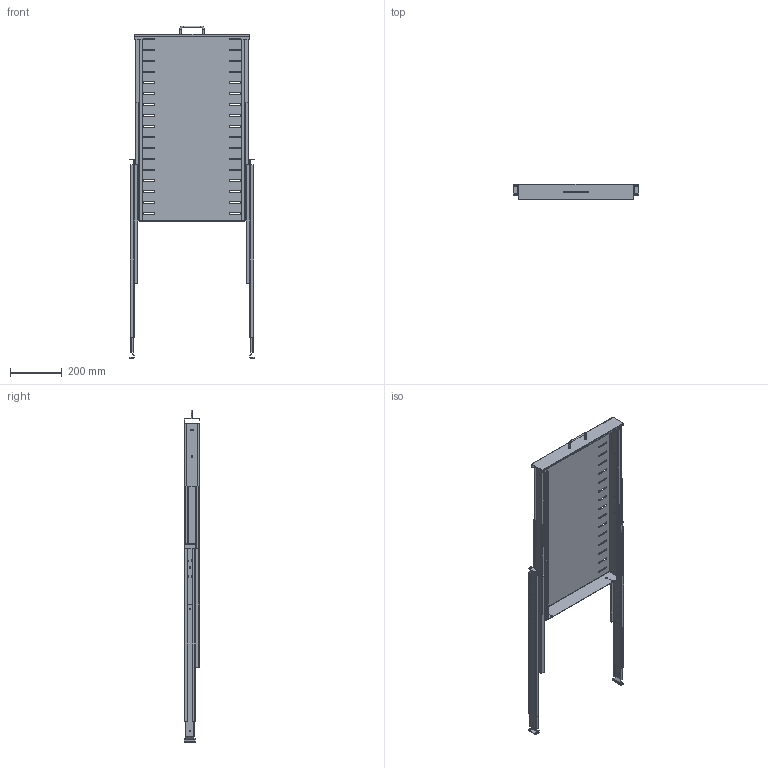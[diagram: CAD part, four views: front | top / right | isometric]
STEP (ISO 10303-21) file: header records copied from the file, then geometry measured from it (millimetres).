
FILE_DESCRIPTION (( 'STEP AP214' ), '1' );
FILE_NAME ('Tripp Lite SRSHELF4PSLHD open.STEP', '2017-08-31T21:24:39', ( '' ), ( '' ), 'SwSTEP 2.0', 'SolidWorks 2015', '' );
FILE_SCHEMA (( 'AUTOMOTIVE_DESIGN' ));
Length unit declared in the file: millimetre
Products named in the file (11): 102725_A_for 3701; 5301-XX_5301-18 FULL OPEN; 300965 #8-32 X 1-4 PHMS_DEFAULT; 5301-XX slide bar_5301-18; 5301-XX fixed bar_5301-18; Tripp Lite SRSHELF4PSLHD open; TRAY 06052008_SRSHELF4PSLHD; 102726_B_NEW; TRAY AND SILLS 06052008_SRSHELF4PSLHD ; 5301-XX middle bar_5301-18; 390642
Assembly tree (14 placements, depth 3):
  Tripp Lite SRSHELF4PSLHD open
    TRAY AND SILLS 06052008_SRSHELF4PSLHD 
      TRAY 06052008_SRSHELF4PSLHD
    102725_A_for 3701  x2
    102726_B_NEW  x2
    390642
    5301-XX_5301-18 FULL OPEN  x2
      5301-XX fixed bar_5301-18
      5301-XX slide bar_5301-18
      5301-XX middle bar_5301-18
    300965 #8-32 X 1-4 PHMS_DEFAULT  x2
Bounding box: 482 x 60 x 1279.6 mm (x, y, z)
Volume: 1202432.4 mm3; surface area: 1650737.9 mm2
Topology: 14 solids, 14 shells, 996 faces, 2456 edges, 1520 vertices
Faces by surface type: plane 534, cylinder 440, cone 14, torus 8
Entity records: 20929 total; most frequent: DIRECTION 3669, CARTESIAN_POINT 3450, ORIENTED_EDGE 3340, EDGE_CURVE 1670, AXIS2_PLACEMENT_3D 1328, VERTEX_POINT 1045, VECTOR 1013, LINE 1013
